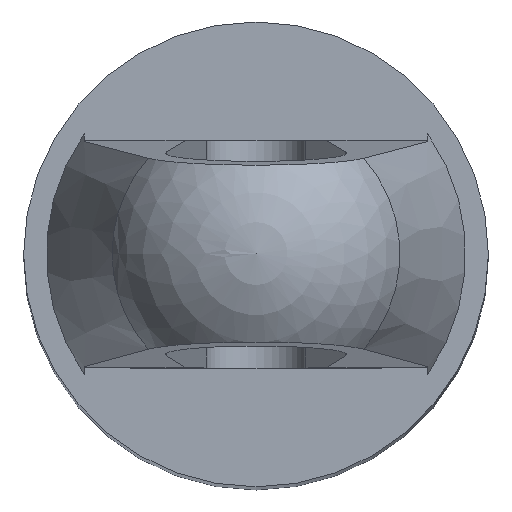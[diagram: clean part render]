
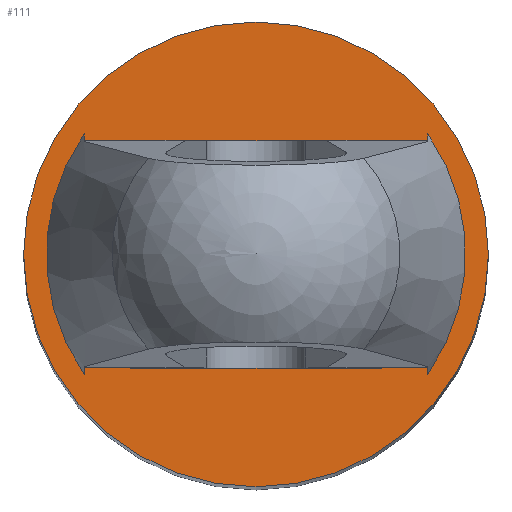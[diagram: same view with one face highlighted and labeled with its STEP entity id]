
A CAD part, top view. The second image highlights one B-rep face of the part: STEP entity #111.
In plain terms, the highlighted planar face has unit normal (0, 0, 1).
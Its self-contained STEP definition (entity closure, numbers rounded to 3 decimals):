
#111 = ADVANCED_FACE( '', ( #241, #242 ), #243, .T. );
#241 = FACE_BOUND( '', #388, .T. );
#242 = FACE_OUTER_BOUND( '', #389, .T. );
#243 = PLANE( '', #390 );
#388 = EDGE_LOOP( '', ( #660, #661, #662, #663, #664, #665 ) );
#389 = EDGE_LOOP( '', ( #666 ) );
#390 = AXIS2_PLACEMENT_3D( '', #667, #668, #669 );
#660 = ORIENTED_EDGE( '', *, *, #899, .T. );
#661 = ORIENTED_EDGE( '', *, *, #914, .F. );
#662 = ORIENTED_EDGE( '', *, *, #981, .F. );
#663 = ORIENTED_EDGE( '', *, *, #1002, .T. );
#664 = ORIENTED_EDGE( '', *, *, #1003, .T. );
#665 = ORIENTED_EDGE( '', *, *, #1004, .T. );
#666 = ORIENTED_EDGE( '', *, *, #908, .F. );
#667 = CARTESIAN_POINT( '', ( -1.675, 0., 9. ) );
#668 = DIRECTION( '', ( 0., 0., 1. ) );
#669 = DIRECTION( '', ( 1., 0., 0. ) );
#899 = EDGE_CURVE( '', #1077, #1075, #1078, .T. );
#908 = EDGE_CURVE( '', #1092, #1092, #1093, .T. );
#914 = EDGE_CURVE( '', #1101, #1075, #1103, .T. );
#981 = EDGE_CURVE( '', #1210, #1101, #1211, .T. );
#1002 = EDGE_CURVE( '', #1210, #1240, #1241, .T. );
#1003 = EDGE_CURVE( '', #1240, #1109, #1242, .T. );
#1004 = EDGE_CURVE( '', #1109, #1077, #1243, .T. );
#1075 = VERTEX_POINT( '', #1332 );
#1077 = VERTEX_POINT( '', #1335 );
#1078 = CIRCLE( '', #1336, 1.675 );
#1092 = VERTEX_POINT( '', #1355 );
#1093 = CIRCLE( '', #1356, 2.3 );
#1101 = VERTEX_POINT( '', #1366 );
#1103 = LINE( '', #1368, #1369 );
#1109 = VERTEX_POINT( '', #1376 );
#1210 = VERTEX_POINT( '', #1528 );
#1211 = LINE( '', #1529, #1530 );
#1240 = VERTEX_POINT( '', #1573 );
#1241 = CIRCLE( '', #1574, 1.675 );
#1242 = LINE( '', #1575, #1576 );
#1243 = LINE( '', #1577, #1578 );
#1332 = CARTESIAN_POINT( '', ( -1.241, 1.125, 9. ) );
#1335 = CARTESIAN_POINT( '', ( -1.241, -1.125, 9. ) );
#1336 = AXIS2_PLACEMENT_3D( '', #1678, #1679, #1680 );
#1355 = CARTESIAN_POINT( '', ( -2.3, 0., 9. ) );
#1356 = AXIS2_PLACEMENT_3D( '', #1689, #1690, #1691 );
#1366 = CARTESIAN_POINT( '', ( 0., 1.125, 9. ) );
#1368 = CARTESIAN_POINT( '', ( 1.7, 1.125, 9. ) );
#1369 = VECTOR( '', #1700, 1000. );
#1376 = CARTESIAN_POINT( '', ( 0., -1.125, 9. ) );
#1528 = CARTESIAN_POINT( '', ( 1.241, 1.125, 9. ) );
#1529 = CARTESIAN_POINT( '', ( 1.7, 1.125, 9. ) );
#1530 = VECTOR( '', #1777, 1000. );
#1573 = CARTESIAN_POINT( '', ( 1.241, -1.125, 9. ) );
#1574 = AXIS2_PLACEMENT_3D( '', #1801, #1802, #1803 );
#1575 = CARTESIAN_POINT( '', ( 1.7, -1.125, 9. ) );
#1576 = VECTOR( '', #1804, 1000. );
#1577 = CARTESIAN_POINT( '', ( 1.7, -1.125, 9. ) );
#1578 = VECTOR( '', #1805, 1000. );
#1678 = CARTESIAN_POINT( '', ( 0., 0., 9. ) );
#1679 = DIRECTION( '', ( 0., 0., -1. ) );
#1680 = DIRECTION( '', ( -1., 0., 0. ) );
#1689 = CARTESIAN_POINT( '', ( 0., 0., 9. ) );
#1690 = DIRECTION( '', ( 0., 0., -1. ) );
#1691 = DIRECTION( '', ( -1., 0., 0. ) );
#1700 = DIRECTION( '', ( -1., 0., 0. ) );
#1777 = DIRECTION( '', ( -1., 0., 0. ) );
#1801 = CARTESIAN_POINT( '', ( 0., 0., 9. ) );
#1802 = DIRECTION( '', ( 0., 0., -1. ) );
#1803 = DIRECTION( '', ( -1., 0., 0. ) );
#1804 = DIRECTION( '', ( -1., 0., 0. ) );
#1805 = DIRECTION( '', ( -1., 0., 0. ) );
